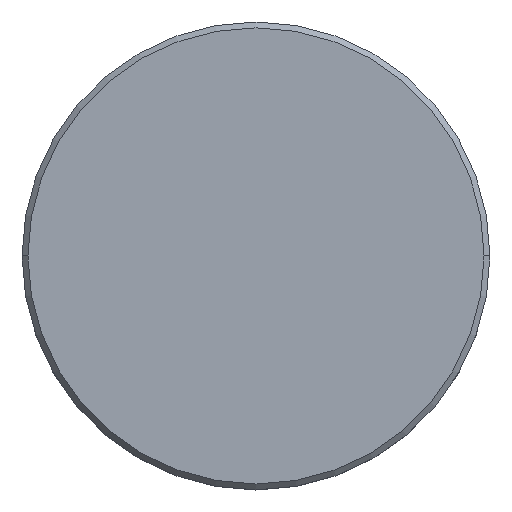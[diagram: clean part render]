
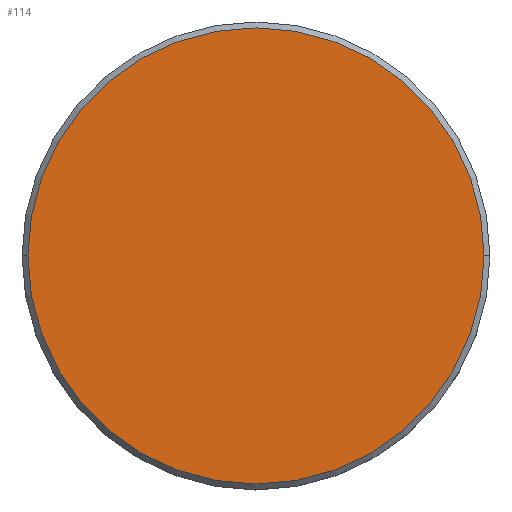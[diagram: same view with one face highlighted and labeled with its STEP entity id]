
A CAD part, top view. The second image highlights one B-rep face of the part: STEP entity #114.
In plain terms, the highlighted planar face has unit normal (0, 0, 1).
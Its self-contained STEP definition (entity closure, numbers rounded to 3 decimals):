
#21 = DIRECTION ( 'NONE',  ( 1., 0., 0. ) ) ;
#32 = CARTESIAN_POINT ( 'NONE',  ( -19.5, 0., 0. ) ) ;
#114 = ADVANCED_FACE ( 'NONE', ( #120 ), #488, .T. ) ;
#120 = FACE_OUTER_BOUND ( 'NONE', #434, .T. ) ;
#165 = VERTEX_POINT ( 'NONE', #1036 ) ;
#277 = CARTESIAN_POINT ( 'NONE',  ( 0., 0., 0. ) ) ;
#334 = ORIENTED_EDGE ( 'NONE', *, *, #420, .T. ) ;
#420 = EDGE_CURVE ( 'NONE', #1087, #165, #1118, .T. ) ;
#434 = EDGE_LOOP ( 'NONE', ( #334, #765 ) ) ;
#488 = PLANE ( 'NONE',  #834 ) ;
#502 = CIRCLE ( 'NONE', #1026, 19.5 ) ;
#543 = AXIS2_PLACEMENT_3D ( 'NONE', #277, #998, #552 ) ;
#552 = DIRECTION ( 'NONE',  ( 1., 0., 0. ) ) ;
#636 = DIRECTION ( 'NONE',  ( 1., 0., 0. ) ) ;
#662 = CARTESIAN_POINT ( 'NONE',  ( 0., 0., 0. ) ) ;
#683 = DIRECTION ( 'NONE',  ( 0., 0., 1. ) ) ;
#713 = EDGE_CURVE ( 'NONE', #165, #1087, #502, .T. ) ;
#765 = ORIENTED_EDGE ( 'NONE', *, *, #713, .T. ) ;
#834 = AXIS2_PLACEMENT_3D ( 'NONE', #662, #683, #21 ) ;
#998 = DIRECTION ( 'NONE',  ( 0., 0., 1. ) ) ;
#1018 = CARTESIAN_POINT ( 'NONE',  ( 0., 0., 0. ) ) ;
#1026 = AXIS2_PLACEMENT_3D ( 'NONE', #1018, #1088, #636 ) ;
#1036 = CARTESIAN_POINT ( 'NONE',  ( 19.5, 0., 0. ) ) ;
#1087 = VERTEX_POINT ( 'NONE', #32 ) ;
#1088 = DIRECTION ( 'NONE',  ( 0., 0., 1. ) ) ;
#1118 = CIRCLE ( 'NONE', #543, 19.5 ) ;
